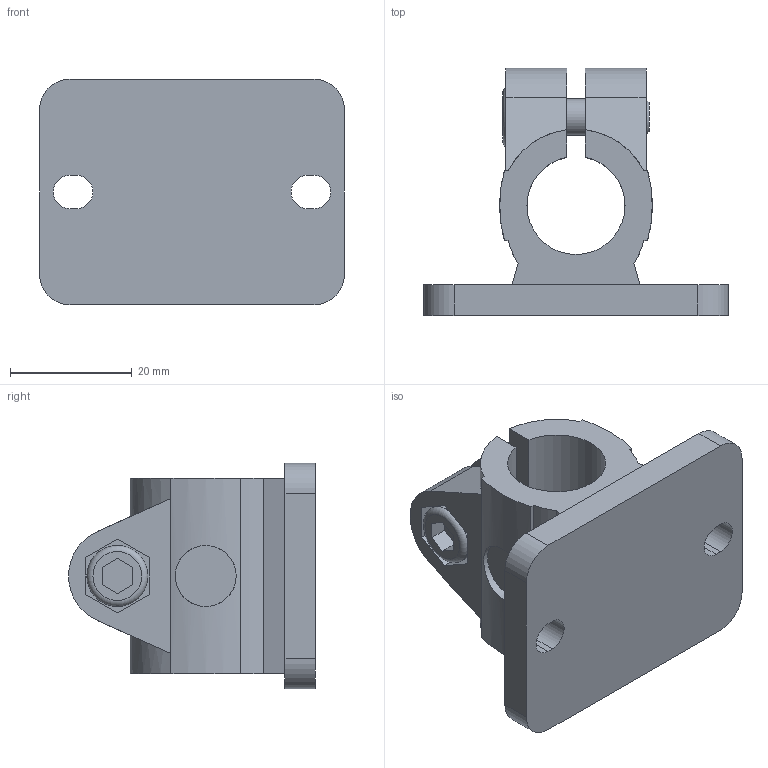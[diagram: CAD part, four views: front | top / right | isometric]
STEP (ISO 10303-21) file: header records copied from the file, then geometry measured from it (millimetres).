
FILE_DESCRIPTION( ( 'STEP AP214' ), '1' );
FILE_NAME( 'K0479.116.stp', '2020-12-08T09:56:11', ( '' ), ( '' ), ' ', 'PARTsolutions', ' ' );
FILE_SCHEMA( ( 'AUTOMOTIVE_DESIGN { 1 0 10303 214 1 1 1 1 }' ) );
Length unit declared in the file: millimetre
Products named in the file (1): _K0479.116
Bounding box: 50 x 40.5 x 37 mm (x, y, z)
Volume: 22513.6 mm3; surface area: 10692.6 mm2
Topology: 1 solids, 1 shells, 88 faces, 226 edges, 151 vertices
Faces by surface type: plane 60, cylinder 26, cone 1, torus 1
Full cylindrical faces by diameter (mm): 6 x2, 6.5 x2, 10 x3
Entity records: 3460 total; most frequent: CARTESIAN_POINT 585, DIRECTION 442, ORIENTED_EDGE 428, EDGE_CURVE 214, LINE 160, VECTOR 160, VERTEX_POINT 148, AXIS2_PLACEMENT_3D 141
